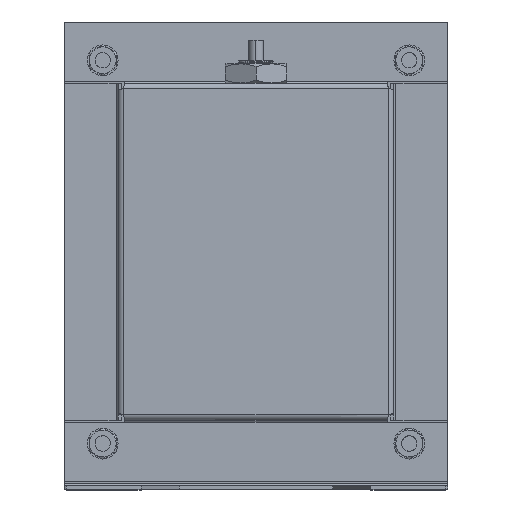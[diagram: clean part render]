
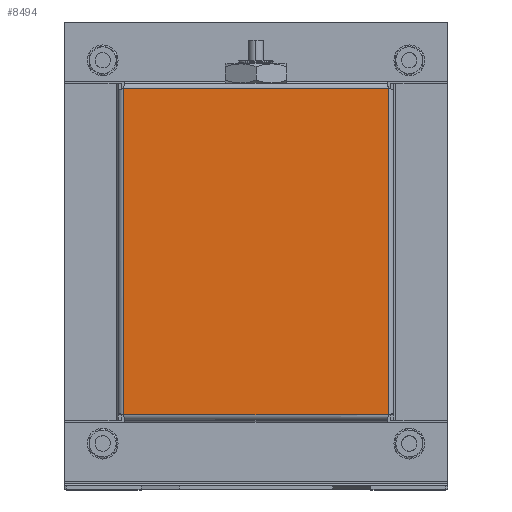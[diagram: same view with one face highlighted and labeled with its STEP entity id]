
A CAD part, top view. The second image highlights one B-rep face of the part: STEP entity #8494.
In plain terms, the highlighted planar face has unit normal (0, 0, 1).
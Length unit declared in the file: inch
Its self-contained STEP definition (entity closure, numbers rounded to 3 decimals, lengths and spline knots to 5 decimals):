
#2516 = LINE ( 'NONE', #28945, #28877 ) ;
#4413 = CARTESIAN_POINT ( 'NONE',  ( -0.03687, -0.5981, 3.06257 ) ) ;
#4495 = DIRECTION ( 'NONE',  ( 0., 1., 0. ) ) ;
#4634 = DIRECTION ( 'NONE',  ( -1., 0., 0. ) ) ;
#7444 = DIRECTION ( 'NONE',  ( -1., 0., 0. ) ) ;
#8494 = ADVANCED_FACE ( 'NONE', ( #9038 ), #19192, .F. ) ;
#9038 = FACE_OUTER_BOUND ( 'NONE', #27399, .T. ) ;
#11780 = ORIENTED_EDGE ( 'NONE', *, *, #29352, .T. ) ;
#11885 = DIRECTION ( 'NONE',  ( 1., 0., 0. ) ) ;
#12849 = AXIS2_PLACEMENT_3D ( 'NONE', #37284, #37487, #7444 ) ;
#15517 = VECTOR ( 'NONE', #4634, 39.37008 ) ;
#15671 = CARTESIAN_POINT ( 'NONE',  ( -0.03687, 2.74836, 3.06257 ) ) ;
#16202 = EDGE_CURVE ( 'NONE', #37389, #29073, #24892, .T. ) ;
#17296 = LINE ( 'NONE', #30744, #26535 ) ;
#17587 = VERTEX_POINT ( 'NONE', #15671 ) ;
#17838 = LINE ( 'NONE', #38158, #15517 ) ;
#19192 = PLANE ( 'NONE',  #12849 ) ;
#20545 = CARTESIAN_POINT ( 'NONE',  ( -0.03687, -0.5981, 3.06257 ) ) ;
#24892 = LINE ( 'NONE', #4413, #26767 ) ;
#26535 = VECTOR ( 'NONE', #4495, 39.37008 ) ;
#26752 = ORIENTED_EDGE ( 'NONE', *, *, #38234, .T. ) ;
#26767 = VECTOR ( 'NONE', #11885, 39.37008 ) ;
#27399 = EDGE_LOOP ( 'NONE', ( #41735, #39009, #26752, #11780 ) ) ;
#27510 = EDGE_CURVE ( 'NONE', #29073, #31023, #17296, .T. ) ;
#28877 = VECTOR ( 'NONE', #42462, 39.37008 ) ;
#28945 = CARTESIAN_POINT ( 'NONE',  ( -0.03687, 2.74836, 3.06257 ) ) ;
#29073 = VERTEX_POINT ( 'NONE', #29390 ) ;
#29352 = EDGE_CURVE ( 'NONE', #17587, #37389, #2516, .T. ) ;
#29390 = CARTESIAN_POINT ( 'NONE',  ( 2.67966, -0.5981, 3.06257 ) ) ;
#30744 = CARTESIAN_POINT ( 'NONE',  ( 2.67966, -0.5981, 3.06257 ) ) ;
#31023 = VERTEX_POINT ( 'NONE', #38303 ) ;
#37284 = CARTESIAN_POINT ( 'NONE',  ( 2.62848, 2.56003, 3.06257 ) ) ;
#37389 = VERTEX_POINT ( 'NONE', #20545 ) ;
#37487 = DIRECTION ( 'NONE',  ( 0., 0., -1. ) ) ;
#38158 = CARTESIAN_POINT ( 'NONE',  ( 2.67966, 2.74836, 3.06257 ) ) ;
#38234 = EDGE_CURVE ( 'NONE', #31023, #17587, #17838, .T. ) ;
#38303 = CARTESIAN_POINT ( 'NONE',  ( 2.67966, 2.74836, 3.06257 ) ) ;
#39009 = ORIENTED_EDGE ( 'NONE', *, *, #27510, .T. ) ;
#41735 = ORIENTED_EDGE ( 'NONE', *, *, #16202, .T. ) ;
#42462 = DIRECTION ( 'NONE',  ( 0., -1., 0. ) ) ;
